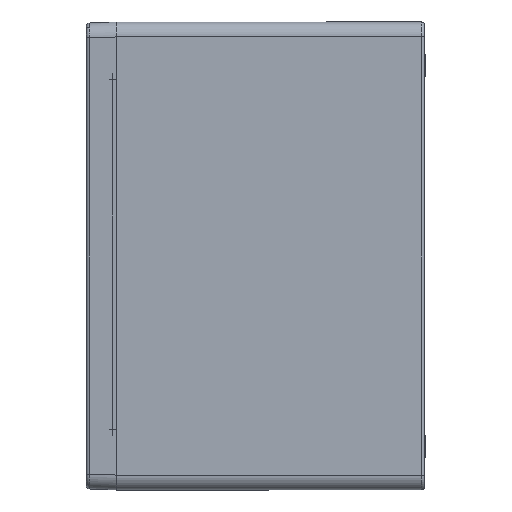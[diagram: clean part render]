
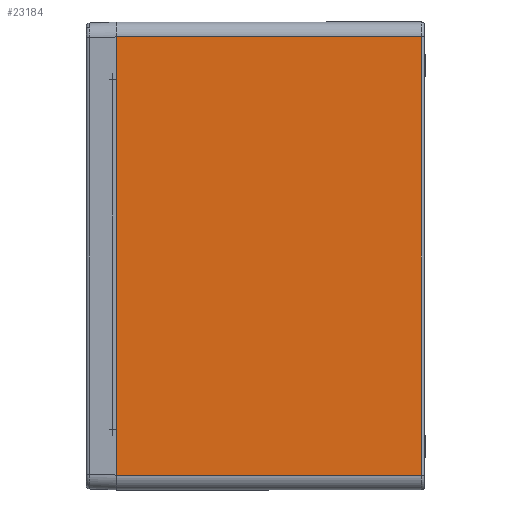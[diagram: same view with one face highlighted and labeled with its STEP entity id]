
A CAD part, left-side view. The second image highlights one B-rep face of the part: STEP entity #23184.
In plain terms, the highlighted planar face has unit normal (-1, 0, 0).
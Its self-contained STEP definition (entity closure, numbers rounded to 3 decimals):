
#1845=PLANE('',#24982);
#3011=LINE('',#56488,#4752);
#3022=LINE('',#56900,#4763);
#3023=LINE('',#56902,#4764);
#3024=LINE('',#56903,#4765);
#4752=VECTOR('',#28500,1000.);
#4763=VECTOR('',#28519,1000.);
#4764=VECTOR('',#28520,1000.);
#4765=VECTOR('',#28521,1000.);
#6910=FACE_OUTER_BOUND('',#8550,.T.);
#8550=EDGE_LOOP('',(#18933,#18934,#18935,#18936));
#11357=VERTEX_POINT('',#56485);
#11358=VERTEX_POINT('',#56487);
#11383=VERTEX_POINT('',#56899);
#11384=VERTEX_POINT('',#56901);
#14073=EDGE_CURVE('',#11357,#11358,#3011,.T.);
#14099=EDGE_CURVE('',#11357,#11383,#3022,.T.);
#14100=EDGE_CURVE('',#11383,#11384,#3023,.T.);
#14101=EDGE_CURVE('',#11384,#11358,#3024,.T.);
#18933=ORIENTED_EDGE('',*,*,#14099,.T.);
#18934=ORIENTED_EDGE('',*,*,#14100,.T.);
#18935=ORIENTED_EDGE('',*,*,#14101,.T.);
#18936=ORIENTED_EDGE('',*,*,#14073,.F.);
#23184=ADVANCED_FACE('',(#6910),#1845,.T.);
#24982=AXIS2_PLACEMENT_3D('',#56898,#28517,#28518);
#28500=DIRECTION('',(0.,0.,1.));
#28517=DIRECTION('center_axis',(-1.,0.,0.));
#28518=DIRECTION('ref_axis',(0.,0.,1.));
#28519=DIRECTION('',(0.,-1.,0.));
#28520=DIRECTION('',(0.,0.,1.));
#28521=DIRECTION('',(0.,1.,0.));
#56485=CARTESIAN_POINT('',(-202.,0.,-146.5));
#56487=CARTESIAN_POINT('',(-202.,0.,146.5));
#56488=CARTESIAN_POINT('',(-202.,0.,-156.5));
#56898=CARTESIAN_POINT('Origin',(-202.,-206.,-156.5));
#56899=CARTESIAN_POINT('',(-202.,-204.,-146.5));
#56900=CARTESIAN_POINT('',(-202.,-206.,-146.5));
#56901=CARTESIAN_POINT('',(-202.,-204.,146.5));
#56902=CARTESIAN_POINT('',(-202.,-204.,146.5));
#56903=CARTESIAN_POINT('',(-202.,-206.,146.5));
